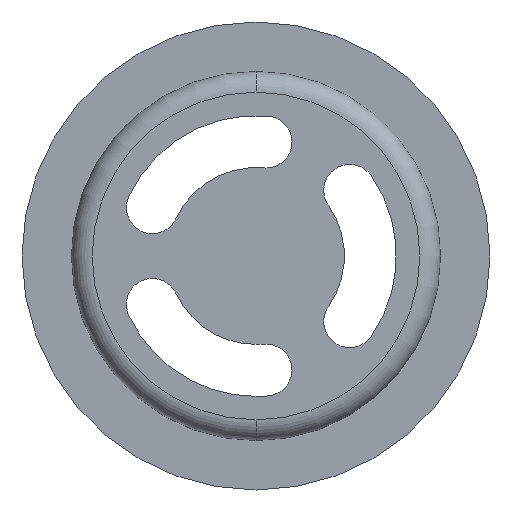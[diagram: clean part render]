
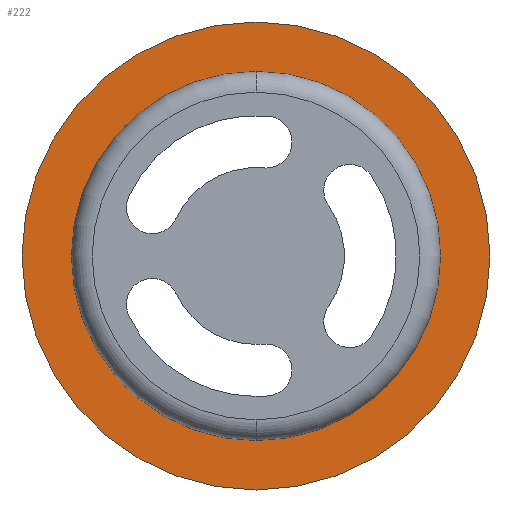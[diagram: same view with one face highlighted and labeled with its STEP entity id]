
A CAD part, front view. The second image highlights one B-rep face of the part: STEP entity #222.
In plain terms, the highlighted planar face has unit normal (0, -1, 0).
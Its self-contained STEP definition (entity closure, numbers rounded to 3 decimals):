
#5 = ORIENTED_EDGE ( 'NONE', *, *, #1275, .F. ) ;
#22 = CIRCLE ( 'NONE', #85, 22.5 ) ;
#85 = AXIS2_PLACEMENT_3D ( 'NONE', #1058, #556, #759 ) ;
#115 = VERTEX_POINT ( 'NONE', #812 ) ;
#174 = EDGE_CURVE ( 'NONE', #976, #433, #22, .T. ) ;
#187 = EDGE_LOOP ( 'NONE', ( #981, #5 ) ) ;
#221 = AXIS2_PLACEMENT_3D ( 'NONE', #832, #756, #408 ) ;
#222 = ADVANCED_FACE ( 'NONE', ( #224, #869 ), #661, .F. ) ;
#224 = FACE_BOUND ( 'NONE', #187, .T. ) ;
#245 = CARTESIAN_POINT ( 'NONE',  ( 183.15, 173.159, 22.5 ) ) ;
#302 = CARTESIAN_POINT ( 'NONE',  ( 183.15, 173.159, 15.75 ) ) ;
#408 = DIRECTION ( 'NONE',  ( 0., 0., 1. ) ) ;
#426 = DIRECTION ( 'NONE',  ( 0., 0., -1. ) ) ;
#433 = VERTEX_POINT ( 'NONE', #245 ) ;
#457 = ORIENTED_EDGE ( 'NONE', *, *, #751, .F. ) ;
#461 = DIRECTION ( 'NONE',  ( 0., 0., -1. ) ) ;
#467 = CIRCLE ( 'NONE', #221, 22.5 ) ;
#521 = CIRCLE ( 'NONE', #1294, 15.75 ) ;
#550 = VERTEX_POINT ( 'NONE', #302 ) ;
#556 = DIRECTION ( 'NONE',  ( 0., 1., 0. ) ) ;
#632 = DIRECTION ( 'NONE',  ( 0., 1., 0. ) ) ;
#661 = PLANE ( 'NONE',  #1153 ) ;
#679 = CARTESIAN_POINT ( 'NONE',  ( 183.15, 173.159, 0. ) ) ;
#733 = EDGE_CURVE ( 'NONE', #115, #550, #991, .T. ) ;
#751 = EDGE_CURVE ( 'NONE', #433, #976, #467, .T. ) ;
#753 = CARTESIAN_POINT ( 'NONE',  ( 183.15, 173.159, 0. ) ) ;
#756 = DIRECTION ( 'NONE',  ( 0., 1., 0. ) ) ;
#759 = DIRECTION ( 'NONE',  ( 0., 0., 1. ) ) ;
#812 = CARTESIAN_POINT ( 'NONE',  ( 183.15, 173.159, -15.75 ) ) ;
#832 = CARTESIAN_POINT ( 'NONE',  ( 183.15, 173.159, 0. ) ) ;
#869 = FACE_OUTER_BOUND ( 'NONE', #1134, .T. ) ;
#976 = VERTEX_POINT ( 'NONE', #1034 ) ;
#981 = ORIENTED_EDGE ( 'NONE', *, *, #733, .F. ) ;
#991 = CIRCLE ( 'NONE', #1176, 15.75 ) ;
#1034 = CARTESIAN_POINT ( 'NONE',  ( 183.15, 173.159, -22.5 ) ) ;
#1046 = DIRECTION ( 'NONE',  ( 0., -1., 0. ) ) ;
#1058 = CARTESIAN_POINT ( 'NONE',  ( 183.15, 173.159, 0. ) ) ;
#1134 = EDGE_LOOP ( 'NONE', ( #1249, #457 ) ) ;
#1153 = AXIS2_PLACEMENT_3D ( 'NONE', #753, #632, #1187 ) ;
#1176 = AXIS2_PLACEMENT_3D ( 'NONE', #1264, #1046, #426 ) ;
#1187 = DIRECTION ( 'NONE',  ( 0., 0., 1. ) ) ;
#1249 = ORIENTED_EDGE ( 'NONE', *, *, #174, .F. ) ;
#1264 = CARTESIAN_POINT ( 'NONE',  ( 183.15, 173.159, 0. ) ) ;
#1275 = EDGE_CURVE ( 'NONE', #550, #115, #521, .T. ) ;
#1294 = AXIS2_PLACEMENT_3D ( 'NONE', #679, #1300, #461 ) ;
#1300 = DIRECTION ( 'NONE',  ( 0., -1., 0. ) ) ;
